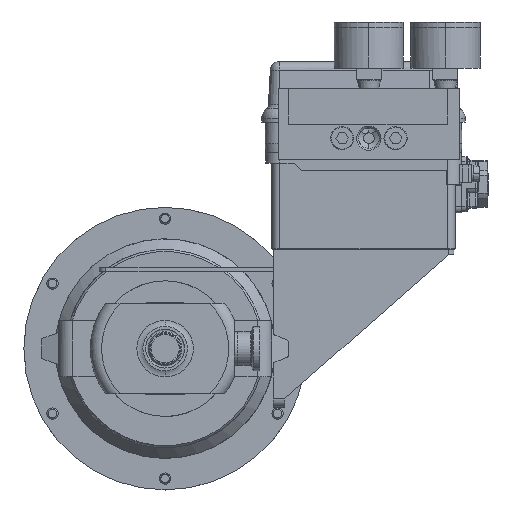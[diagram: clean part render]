
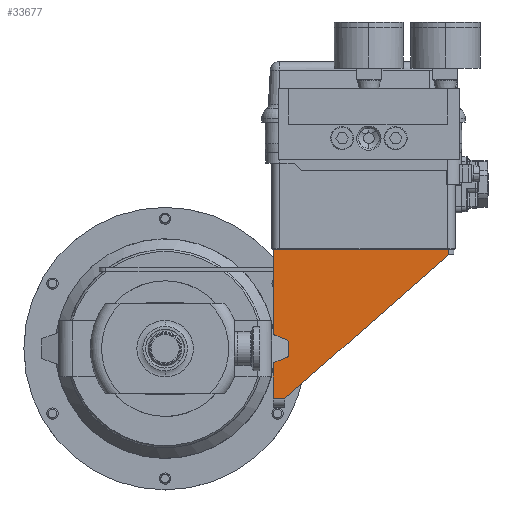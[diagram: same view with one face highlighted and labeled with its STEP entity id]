
A CAD part, front view. The second image highlights one B-rep face of the part: STEP entity #33677.
In plain terms, the highlighted planar face has unit normal (0, -1, 0).
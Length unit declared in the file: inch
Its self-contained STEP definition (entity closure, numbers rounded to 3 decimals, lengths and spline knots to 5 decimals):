
#1 = VECTOR ( 'NONE', #9913, 39.37008 ) ;
#617 = LINE ( 'NONE', #36906, #12884 ) ;
#710 = CARTESIAN_POINT ( 'NONE',  ( 2.39, 1.363, 2.195 ) ) ;
#744 = ORIENTED_EDGE ( 'NONE', *, *, #38821, .F. ) ;
#970 = LINE ( 'NONE', #20892, #38991 ) ;
#989 = VERTEX_POINT ( 'NONE', #21142 ) ;
#1002 = DIRECTION ( 'NONE',  ( 0., 0., 1. ) ) ;
#1007 = CARTESIAN_POINT ( 'NONE',  ( 2.42786, 1.363, -0.29997 ) ) ;
#1724 = VERTEX_POINT ( 'NONE', #710 ) ;
#2825 = CARTESIAN_POINT ( 'NONE',  ( 2.69214, 1.363, 0.19503 ) ) ;
#2902 = EDGE_CURVE ( 'NONE', #989, #7107, #34644, .T. ) ;
#3151 = DIRECTION ( 'NONE',  ( 0., 0., 1. ) ) ;
#3789 = VECTOR ( 'NONE', #28895, 39.37008 ) ;
#3794 = LINE ( 'NONE', #28618, #12118 ) ;
#3940 = DIRECTION ( 'NONE',  ( 0., 0., -1. ) ) ;
#4038 = VECTOR ( 'NONE', #20562, 39.37008 ) ;
#4168 = DIRECTION ( 'NONE',  ( 0., 1., 0. ) ) ;
#5939 = CARTESIAN_POINT ( 'NONE',  ( 6.265, 1.363, 2.075 ) ) ;
#6438 = ORIENTED_EDGE ( 'NONE', *, *, #35667, .T. ) ;
#6471 = VERTEX_POINT ( 'NONE', #23799 ) ;
#6490 = AXIS2_PLACEMENT_3D ( 'NONE', #27325, #40143, #8735 ) ;
#6733 = LINE ( 'NONE', #19402, #3789 ) ;
#6746 = CARTESIAN_POINT ( 'NONE',  ( 6.265, 1.363, 2.195 ) ) ;
#7107 = VERTEX_POINT ( 'NONE', #28207 ) ;
#7298 = CARTESIAN_POINT ( 'NONE',  ( 2.39, 1.363, 2.195 ) ) ;
#7920 = CARTESIAN_POINT ( 'NONE',  ( 2.39, 1.363, -0.35573 ) ) ;
#8090 = ORIENTED_EDGE ( 'NONE', *, *, #8611, .F. ) ;
#8345 = ORIENTED_EDGE ( 'NONE', *, *, #39852, .F. ) ;
#8611 = EDGE_CURVE ( 'NONE', #13262, #24656, #33770, .T. ) ;
#8703 = FACE_OUTER_BOUND ( 'NONE', #9808, .T. ) ;
#8735 = DIRECTION ( 'NONE',  ( 0., 0., -1. ) ) ;
#9016 = EDGE_CURVE ( 'NONE', #33160, #13262, #617, .T. ) ;
#9024 = EDGE_CURVE ( 'NONE', #12970, #33602, #36700, .T. ) ;
#9488 = VERTEX_POINT ( 'NONE', #1007 ) ;
#9511 = CIRCLE ( 'NONE', #14002, 0.06 ) ;
#9808 = EDGE_LOOP ( 'NONE', ( #15176, #8090, #16670, #19969, #6438, #8345, #14420, #22930, #744, #22367, #12932, #32725, #10035, #34803 ) ) ;
#9913 = DIRECTION ( 'NONE',  ( 1., 0., 0. ) ) ;
#10035 = ORIENTED_EDGE ( 'NONE', *, *, #20302, .F. ) ;
#11534 = DIRECTION ( 'NONE',  ( 0., 0., 1. ) ) ;
#11658 = DIRECTION ( 'NONE',  ( 0., 0., -1. ) ) ;
#11856 = VECTOR ( 'NONE', #21798, 39.37008 ) ;
#11903 = VECTOR ( 'NONE', #24241, 39.37008 ) ;
#12118 = VECTOR ( 'NONE', #19394, 39.37008 ) ;
#12839 = CARTESIAN_POINT ( 'NONE',  ( 2.49042, 1.363, 2.195 ) ) ;
#12884 = VECTOR ( 'NONE', #24526, 39.37008 ) ;
#12932 = ORIENTED_EDGE ( 'NONE', *, *, #33744, .F. ) ;
#12970 = VERTEX_POINT ( 'NONE', #2825 ) ;
#13262 = VERTEX_POINT ( 'NONE', #33101 ) ;
#13575 = EDGE_CURVE ( 'NONE', #31360, #9488, #9511, .T. ) ;
#14002 = AXIS2_PLACEMENT_3D ( 'NONE', #24028, #23895, #11534 ) ;
#14374 = VERTEX_POINT ( 'NONE', #40172 ) ;
#14420 = ORIENTED_EDGE ( 'NONE', *, *, #9024, .F. ) ;
#14583 = VERTEX_POINT ( 'NONE', #25693 ) ;
#15176 = ORIENTED_EDGE ( 'NONE', *, *, #37885, .F. ) ;
#16416 = DIRECTION ( 'NONE',  ( 0., 0., -1. ) ) ;
#16528 = CIRCLE ( 'NONE', #31046, 0.06 ) ;
#16670 = ORIENTED_EDGE ( 'NONE', *, *, #9016, .F. ) ;
#17070 = AXIS2_PLACEMENT_3D ( 'NONE', #7298, #4168, #1002 ) ;
#18588 = CIRCLE ( 'NONE', #31414, 0.06 ) ;
#19088 = EDGE_CURVE ( 'NONE', #1724, #33160, #20933, .T. ) ;
#19290 = CARTESIAN_POINT ( 'NONE',  ( 6.265, 1.363, 2.075 ) ) ;
#19394 = DIRECTION ( 'NONE',  ( 1., 0., 0. ) ) ;
#19402 = CARTESIAN_POINT ( 'NONE',  ( 2.69214, 1.363, -0.19503 ) ) ;
#19537 = PLANE ( 'NONE',  #17070 ) ;
#19969 = ORIENTED_EDGE ( 'NONE', *, *, #19088, .F. ) ;
#20302 = EDGE_CURVE ( 'NONE', #14583, #31360, #27688, .T. ) ;
#20341 = EDGE_CURVE ( 'NONE', #6471, #12970, #16528, .T. ) ;
#20562 = DIRECTION ( 'NONE',  ( 0., 0., -1. ) ) ;
#20892 = CARTESIAN_POINT ( 'NONE',  ( 2.73, 1.363, 0.13927 ) ) ;
#20933 = LINE ( 'NONE', #21981, #1 ) ;
#21072 = LINE ( 'NONE', #5939, #11856 ) ;
#21142 = CARTESIAN_POINT ( 'NONE',  ( 2.69214, 1.363, -0.19503 ) ) ;
#21757 = CARTESIAN_POINT ( 'NONE',  ( 2.39, 1.363, -0.35573 ) ) ;
#21798 = DIRECTION ( 'NONE',  ( -0.751, 0., -0.66 ) ) ;
#21981 = CARTESIAN_POINT ( 'NONE',  ( 2.39, 1.363, 2.195 ) ) ;
#22030 = LINE ( 'NONE', #29798, #4038 ) ;
#22367 = ORIENTED_EDGE ( 'NONE', *, *, #2902, .F. ) ;
#22548 = CARTESIAN_POINT ( 'NONE',  ( 2.67, 1.363, 0.13927 ) ) ;
#22930 = ORIENTED_EDGE ( 'NONE', *, *, #20341, .F. ) ;
#23799 = CARTESIAN_POINT ( 'NONE',  ( 2.73, 1.363, 0.13927 ) ) ;
#23895 = DIRECTION ( 'NONE',  ( 0., 1., 0. ) ) ;
#24018 = CARTESIAN_POINT ( 'NONE',  ( 2.45, 1.363, 0.35573 ) ) ;
#24028 = CARTESIAN_POINT ( 'NONE',  ( 2.45, 1.363, -0.35573 ) ) ;
#24241 = DIRECTION ( 'NONE',  ( -0.929, 0., 0.369 ) ) ;
#24526 = DIRECTION ( 'NONE',  ( 1., 0., 0. ) ) ;
#24656 = VERTEX_POINT ( 'NONE', #19290 ) ;
#25001 = CARTESIAN_POINT ( 'NONE',  ( 2.42786, 1.363, 0.29997 ) ) ;
#25693 = CARTESIAN_POINT ( 'NONE',  ( 2.39, 1.363, -1.105 ) ) ;
#25828 = DIRECTION ( 'NONE',  ( 0., -1., 0. ) ) ;
#26429 = VECTOR ( 'NONE', #16416, 39.37008 ) ;
#26720 = DIRECTION ( 'NONE',  ( 0., 0., 1. ) ) ;
#27325 = CARTESIAN_POINT ( 'NONE',  ( 2.67, 1.363, -0.13927 ) ) ;
#27617 = CARTESIAN_POINT ( 'NONE',  ( 2.42786, 1.363, 0.29997 ) ) ;
#27688 = LINE ( 'NONE', #21757, #39896 ) ;
#28207 = CARTESIAN_POINT ( 'NONE',  ( 2.73, 1.363, -0.13927 ) ) ;
#28618 = CARTESIAN_POINT ( 'NONE',  ( 2.39, 1.363, -1.105 ) ) ;
#28895 = DIRECTION ( 'NONE',  ( 0.929, 0., 0.369 ) ) ;
#29798 = CARTESIAN_POINT ( 'NONE',  ( 2.39, 1.363, 2.195 ) ) ;
#31046 = AXIS2_PLACEMENT_3D ( 'NONE', #22548, #25828, #3940 ) ;
#31360 = VERTEX_POINT ( 'NONE', #7920 ) ;
#31414 = AXIS2_PLACEMENT_3D ( 'NONE', #24018, #39387, #11658 ) ;
#32725 = ORIENTED_EDGE ( 'NONE', *, *, #13575, .F. ) ;
#33101 = CARTESIAN_POINT ( 'NONE',  ( 6.265, 1.363, 2.195 ) ) ;
#33160 = VERTEX_POINT ( 'NONE', #12839 ) ;
#33602 = VERTEX_POINT ( 'NONE', #25001 ) ;
#33677 = ADVANCED_FACE ( 'NONE', ( #8703 ), #19537, .F. ) ;
#33744 = EDGE_CURVE ( 'NONE', #9488, #989, #6733, .T. ) ;
#33770 = LINE ( 'NONE', #6746, #26429 ) ;
#34395 = EDGE_CURVE ( 'NONE', #14583, #38684, #3794, .T. ) ;
#34644 = CIRCLE ( 'NONE', #6490, 0.06 ) ;
#34803 = ORIENTED_EDGE ( 'NONE', *, *, #34395, .T. ) ;
#35320 = CARTESIAN_POINT ( 'NONE',  ( 2.65, 1.363, -1.105 ) ) ;
#35667 = EDGE_CURVE ( 'NONE', #1724, #14374, #22030, .T. ) ;
#36700 = LINE ( 'NONE', #27617, #11903 ) ;
#36906 = CARTESIAN_POINT ( 'NONE',  ( 2.39, 1.363, 2.195 ) ) ;
#37885 = EDGE_CURVE ( 'NONE', #24656, #38684, #21072, .T. ) ;
#38684 = VERTEX_POINT ( 'NONE', #35320 ) ;
#38821 = EDGE_CURVE ( 'NONE', #7107, #6471, #970, .T. ) ;
#38991 = VECTOR ( 'NONE', #26720, 39.37008 ) ;
#39387 = DIRECTION ( 'NONE',  ( 0., 1., 0. ) ) ;
#39852 = EDGE_CURVE ( 'NONE', #33602, #14374, #18588, .T. ) ;
#39896 = VECTOR ( 'NONE', #3151, 39.37008 ) ;
#40143 = DIRECTION ( 'NONE',  ( 0., -1., 0. ) ) ;
#40172 = CARTESIAN_POINT ( 'NONE',  ( 2.39, 1.363, 0.35573 ) ) ;
